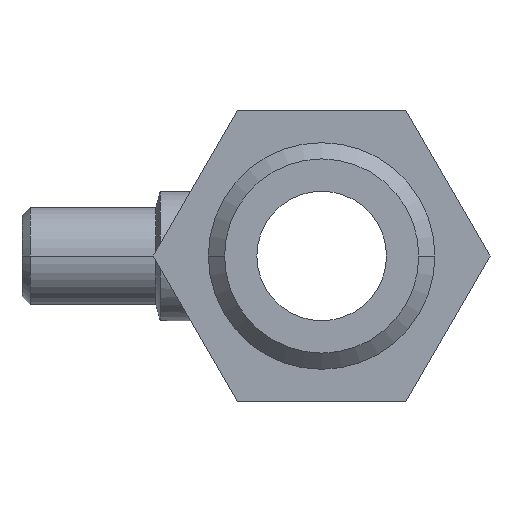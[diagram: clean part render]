
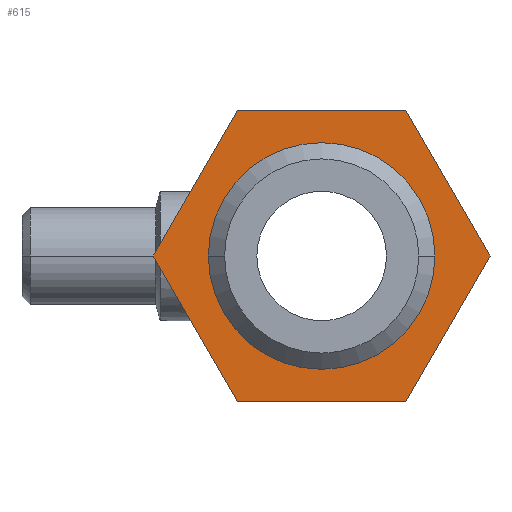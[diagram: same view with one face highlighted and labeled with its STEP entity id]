
A CAD part, left-side view. The second image highlights one B-rep face of the part: STEP entity #615.
In plain terms, the highlighted planar face has unit normal (-1, 0, 0).
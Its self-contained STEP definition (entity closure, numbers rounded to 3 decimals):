
#365 = EDGE_CURVE( '', #757, #585, #1016, .T. );
#429 = EDGE_CURVE( '', #967, #655, #1085, .T. );
#439 = VERTEX_POINT( '', #1097 );
#441 = VERTEX_POINT( '', #1099 );
#491 = EDGE_CURVE( '', #585, #903, #1155, .T. );
#519 = EDGE_CURVE( '', #441, #439, #1185, .T. );
#537 = EDGE_CURVE( '', #903, #583, #1206, .T. );
#559 = EDGE_CURVE( '', #655, #757, #1231, .T. );
#583 = VERTEX_POINT( '', #1259 );
#585 = VERTEX_POINT( '', #1261 );
#615 = ADVANCED_FACE( '', ( #1296, #1297 ), #1298, .T. );
#617 = EDGE_CURVE( '', #439, #441, #1300, .T. );
#655 = VERTEX_POINT( '', #1340 );
#757 = VERTEX_POINT( '', #1461 );
#823 = EDGE_CURVE( '', #583, #967, #1530, .T. );
#903 = VERTEX_POINT( '', #1623 );
#967 = VERTEX_POINT( '', #1693 );
#1016 = LINE( '', #1756, #1757 );
#1085 = LINE( '', #1848, #1849 );
#1097 = CARTESIAN_POINT( '', ( -69.75, 13.99, 0. ) );
#1099 = CARTESIAN_POINT( '', ( -69.75, -13.99, 0. ) );
#1155 = LINE( '', #1995, #1996 );
#1185 = CIRCLE( '', #2080, 13.99 );
#1206 = LINE( '', #2105, #2106 );
#1231 = LINE( '', #2143, #2144 );
#1259 = CARTESIAN_POINT( '', ( -69.75, 10.392, -18. ) );
#1261 = CARTESIAN_POINT( '', ( -69.75, 10.392, 18. ) );
#1296 = FACE_OUTER_BOUND( '', #2216, .T. );
#1297 = FACE_BOUND( '', #2217, .T. );
#1298 = PLANE( '', #2218 );
#1300 = CIRCLE( '', #2221, 13.99 );
#1340 = CARTESIAN_POINT( '', ( -69.75, -20.785, 0. ) );
#1461 = CARTESIAN_POINT( '', ( -69.75, -10.392, 18. ) );
#1530 = LINE( '', #2718, #2719 );
#1623 = CARTESIAN_POINT( '', ( -69.75, 20.785, 0. ) );
#1693 = CARTESIAN_POINT( '', ( -69.75, -10.392, -18. ) );
#1756 = CARTESIAN_POINT( '', ( -69.75, 15.444, 18. ) );
#1757 = VECTOR( '', #3092, 1. );
#1848 = CARTESIAN_POINT( '', ( -69.75, -15.625, -8.937 ) );
#1849 = VECTOR( '', #3161, 1. );
#1995 = CARTESIAN_POINT( '', ( -69.75, 20.748, 0.063 ) );
#1996 = VECTOR( '', #3248, 1. );
#2080 = AXIS2_PLACEMENT_3D( '', #3277, #3278, #3279 );
#2105 = CARTESIAN_POINT( '', ( -69.75, 15.552, -9.063 ) );
#2106 = VECTOR( '', #3305, 1. );
#2143 = CARTESIAN_POINT( '', ( -69.75, -10.429, 17.937 ) );
#2144 = VECTOR( '', #3340, 1. );
#2216 = EDGE_LOOP( '', ( #3418, #3419, #3420, #3421, #3422, #3423 ) );
#2217 = EDGE_LOOP( '', ( #3424, #3425 ) );
#2218 = AXIS2_PLACEMENT_3D( '', #3426, #3427, #3428 );
#2221 = AXIS2_PLACEMENT_3D( '', #3429, #3430, #3431 );
#2718 = CARTESIAN_POINT( '', ( -69.75, 5.051, -18. ) );
#2719 = VECTOR( '', #3713, 1. );
#3092 = DIRECTION( '', ( 0., 1., 0. ) );
#3161 = DIRECTION( '', ( 0., -0.5, 0.866 ) );
#3248 = DIRECTION( '', ( 0., 0.5, -0.866 ) );
#3277 = CARTESIAN_POINT( '', ( -69.75, 0., 0. ) );
#3278 = DIRECTION( '', ( -1., 0., 0. ) );
#3279 = DIRECTION( '', ( 0., 1., 0. ) );
#3305 = DIRECTION( '', ( 0., -0.5, -0.866 ) );
#3340 = DIRECTION( '', ( 0., 0.5, 0.866 ) );
#3418 = ORIENTED_EDGE( '', *, *, #365, .T. );
#3419 = ORIENTED_EDGE( '', *, *, #491, .T. );
#3420 = ORIENTED_EDGE( '', *, *, #537, .T. );
#3421 = ORIENTED_EDGE( '', *, *, #823, .T. );
#3422 = ORIENTED_EDGE( '', *, *, #429, .T. );
#3423 = ORIENTED_EDGE( '', *, *, #559, .T. );
#3424 = ORIENTED_EDGE( '', *, *, #617, .F. );
#3425 = ORIENTED_EDGE( '', *, *, #519, .F. );
#3426 = CARTESIAN_POINT( '', ( -69.75, 20.495, 0. ) );
#3427 = DIRECTION( '', ( -1., 0., 0. ) );
#3428 = DIRECTION( '', ( 0., 1., 0. ) );
#3429 = CARTESIAN_POINT( '', ( -69.75, 0., 0. ) );
#3430 = DIRECTION( '', ( -1., 0., 0. ) );
#3431 = DIRECTION( '', ( 0., 1., 0. ) );
#3713 = DIRECTION( '', ( 0., -1., 0. ) );
